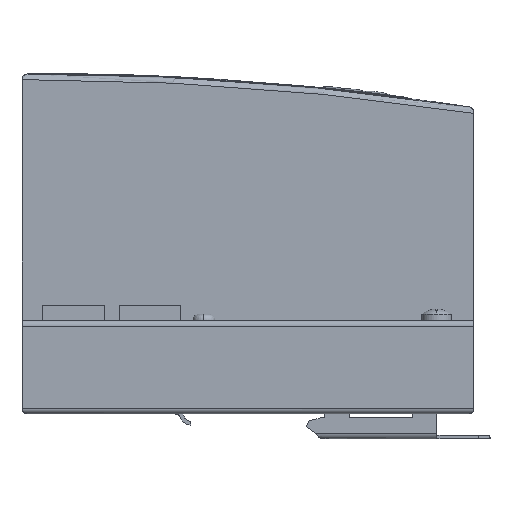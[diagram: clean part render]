
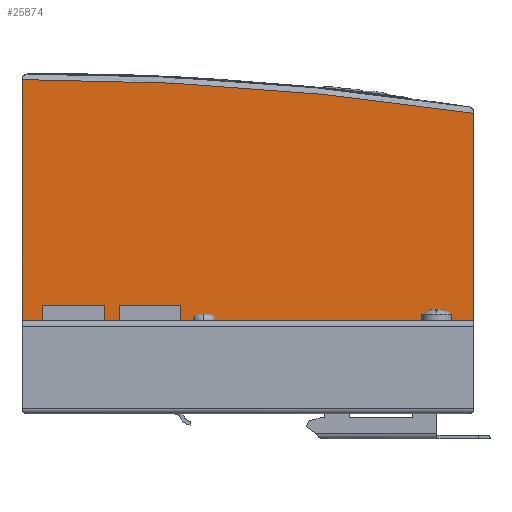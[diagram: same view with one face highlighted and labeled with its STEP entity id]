
A CAD part, left-side view. The second image highlights one B-rep face of the part: STEP entity #25874.
In plain terms, the highlighted planar face has unit normal (-1, 0, 0).
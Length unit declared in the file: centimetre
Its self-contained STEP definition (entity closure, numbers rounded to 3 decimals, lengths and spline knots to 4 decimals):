
#1284=PLANE('',#32875);
#2569=VECTOR('',#27328,1.);
#2589=VECTOR('',#27382,1.);
#2590=VECTOR('',#27384,1.);
#5280=LINE('',#34751,#2569);
#5300=LINE('',#34904,#2589);
#5301=LINE('',#34906,#2590);
#8241=VERTEX_POINT('',#34721);
#8242=VERTEX_POINT('',#34722);
#8249=VERTEX_POINT('',#34752);
#8250=VERTEX_POINT('',#34754);
#8259=VERTEX_POINT('',#34874);
#8260=VERTEX_POINT('',#34875);
#10739=CIRCLE('',#32848,0.15);
#10744=CIRCLE('',#32855,79.85);
#10749=CIRCLE('',#32866,0.15);
#11301=EDGE_CURVE('',#8241,#8242,#10739,.T.);
#11310=EDGE_CURVE('',#8249,#8250,#10744,.T.);
#11327=EDGE_CURVE('',#8259,#8260,#10749,.T.);
#11337=EDGE_CURVE('',#8242,#8249,#5280,.T.);
#11343=EDGE_CURVE('',#8260,#8241,#5300,.T.);
#11344=EDGE_CURVE('',#8250,#8259,#5301,.T.);
#15181=ORIENTED_EDGE('',*,*,#11310,.F.);
#15182=ORIENTED_EDGE('',*,*,#11337,.F.);
#15183=ORIENTED_EDGE('',*,*,#11301,.F.);
#15184=ORIENTED_EDGE('',*,*,#11343,.F.);
#15185=ORIENTED_EDGE('',*,*,#11327,.F.);
#15186=ORIENTED_EDGE('',*,*,#11344,.F.);
#22742=EDGE_LOOP('',(#15181,#15182,#15183,#15184,#15185,#15186));
#24309=FACE_BOUND('',#22742,.T.);
#25874=ADVANCED_FACE('',(#24309),#1284,.F.);
#27313=DIRECTION('',(1.,0.,0.));
#27314=DIRECTION('',(0.,0.106,-0.106));
#27328=DIRECTION('',(0.,0.,1.));
#27329=DIRECTION('',(1.,0.,0.));
#27330=DIRECTION('',(0.,-5.923,79.63));
#27358=DIRECTION('',(1.,0.,0.));
#27359=DIRECTION('',(0.,-0.106,-0.106));
#27382=DIRECTION('',(0.,1.,0.));
#27384=DIRECTION('',(0.,0.,-1.));
#27388=DIRECTION('',(1.,0.,0.));
#32848=AXIS2_PLACEMENT_3D('',#34720,#27313,#27314);
#32855=AXIS2_PLACEMENT_3D('',#34753,#27329,#27330);
#32866=AXIS2_PLACEMENT_3D('',#34873,#27358,#27359);
#32875=AXIS2_PLACEMENT_3D('',#34911,#27388,$);
#34720=CARTESIAN_POINT('',(-2.8,5.9,0.15));
#34721=CARTESIAN_POINT('',(-2.8,5.9,0.));
#34722=CARTESIAN_POINT('',(-2.8,6.05,0.15));
#34751=CARTESIAN_POINT('',(-2.8,6.05,0.));
#34752=CARTESIAN_POINT('',(-2.8,6.05,8.95));
#34753=CARTESIAN_POINT('',(-2.8,5.9169,-70.8999));
#34754=CARTESIAN_POINT('',(-2.8,-6.05,8.0483));
#34873=CARTESIAN_POINT('',(-2.8,-5.9,0.15));
#34874=CARTESIAN_POINT('',(-2.8,-6.05,0.15));
#34875=CARTESIAN_POINT('',(-2.8,-5.9,0.));
#34904=CARTESIAN_POINT('',(-2.8,-6.05,0.));
#34906=CARTESIAN_POINT('',(-2.8,-6.05,8.2));
#34911=CARTESIAN_POINT('',(-2.8,0.1281,4.3749));
